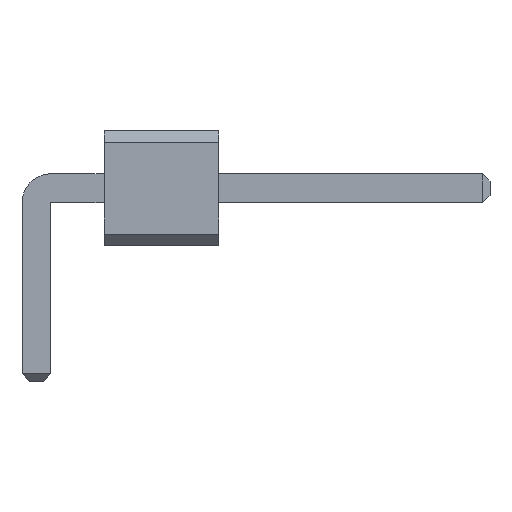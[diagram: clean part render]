
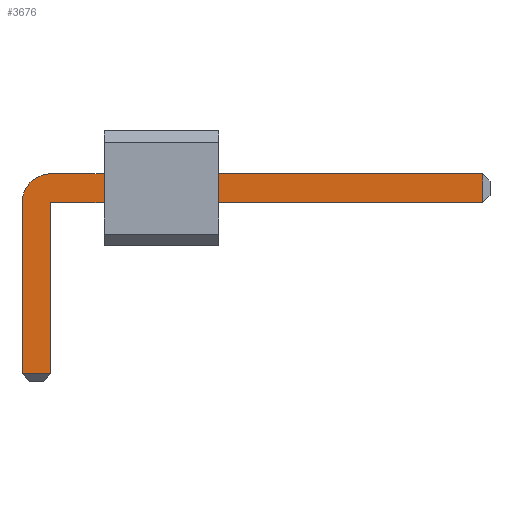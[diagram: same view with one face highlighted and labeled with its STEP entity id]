
A CAD part, front view. The second image highlights one B-rep face of the part: STEP entity #3676.
In plain terms, the highlighted planar face has unit normal (0, -1, 0).
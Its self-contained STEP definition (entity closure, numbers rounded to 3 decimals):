
#13=DIRECTION('',(0.,0.,1.));
#1639=VECTOR('',#13,1.);
#3476=VECTOR('',#3477,1.);
#3477=DIRECTION('',(1.,0.,0.));
#3483=VECTOR('',#3484,1.);
#3484=DIRECTION('',(0.,0.,-1.));
#3491=VECTOR('',#3492,1.);
#3492=DIRECTION('',(-1.,0.,0.));
#3513=DIRECTION('',(-0.,1.,0.));
#3517=DIRECTION('',(0.,1.,0.));
#3518=DIRECTION('',(1.,0.,0.));
#3525=VERTEX_POINT('',#3526);
#3526=CARTESIAN_POINT('',(0.32,-68.9,1.59));
#3528=ORIENTED_EDGE('',*,*,#3529,.T.);
#3529=EDGE_CURVE('',#3525,#3530,#3532,.T.);
#3530=VERTEX_POINT('',#3531);
#3531=CARTESIAN_POINT('',(9.88,-68.9,1.59));
#3532=LINE('',#3533,#3476);
#3533=CARTESIAN_POINT('',(-0.32,-68.9,1.59));
#3571=EDGE_CURVE('',#3572,#3525,#3574,.T.);
#3572=VERTEX_POINT('',#3573);
#3573=CARTESIAN_POINT('',(-0.32,-68.9,0.95));
#3574=CIRCLE('',#3575,0.64);
#3575=AXIS2_PLACEMENT_3D('',#3576,#3513,#3484);
#3576=CARTESIAN_POINT('',(0.32,-68.9,0.95));
#3588=VERTEX_POINT('',#3589);
#3589=CARTESIAN_POINT('',(9.88,-68.9,0.95));
#3591=ORIENTED_EDGE('',*,*,#3592,.T.);
#3592=EDGE_CURVE('',#3588,#3593,#3594,.T.);
#3593=VERTEX_POINT('',#3576);
#3594=LINE('',#3595,#3491);
#3595=CARTESIAN_POINT('',(10.04,-68.9,0.95));
#3607=VERTEX_POINT('',#3608);
#3608=CARTESIAN_POINT('',(-0.32,-68.9,-2.84));
#3610=ORIENTED_EDGE('',*,*,#3611,.T.);
#3611=EDGE_CURVE('',#3607,#3572,#3612,.T.);
#3612=LINE('',#3613,#1639);
#3613=CARTESIAN_POINT('',(-0.32,-68.9,-3.));
#3621=ORIENTED_EDGE('',*,*,#3622,.T.);
#3622=EDGE_CURVE('',#3593,#3623,#3625,.T.);
#3623=VERTEX_POINT('',#3624);
#3624=CARTESIAN_POINT('',(0.32,-68.9,-2.84));
#3625=LINE('',#3576,#3483);
#3676=ADVANCED_FACE('',(#3677),#3686,.F.);
#3677=FACE_BOUND('',#3678,.F.);
#3678=EDGE_LOOP('',(#3528,#3679,#3591,#3621,#3682,#3610,#3685));
#3679=ORIENTED_EDGE('',*,*,#3680,.T.);
#3680=EDGE_CURVE('',#3530,#3588,#3681,.T.);
#3681=LINE('',#3531,#3483);
#3682=ORIENTED_EDGE('',*,*,#3683,.T.);
#3683=EDGE_CURVE('',#3623,#3607,#3684,.T.);
#3684=LINE('',#3624,#3491);
#3685=ORIENTED_EDGE('',*,*,#3571,.T.);
#3686=PLANE('',#3687);
#3687=AXIS2_PLACEMENT_3D('',#3688,#3517,#3518);
#3688=CARTESIAN_POINT('',(3.576,-68.9,0.579));
